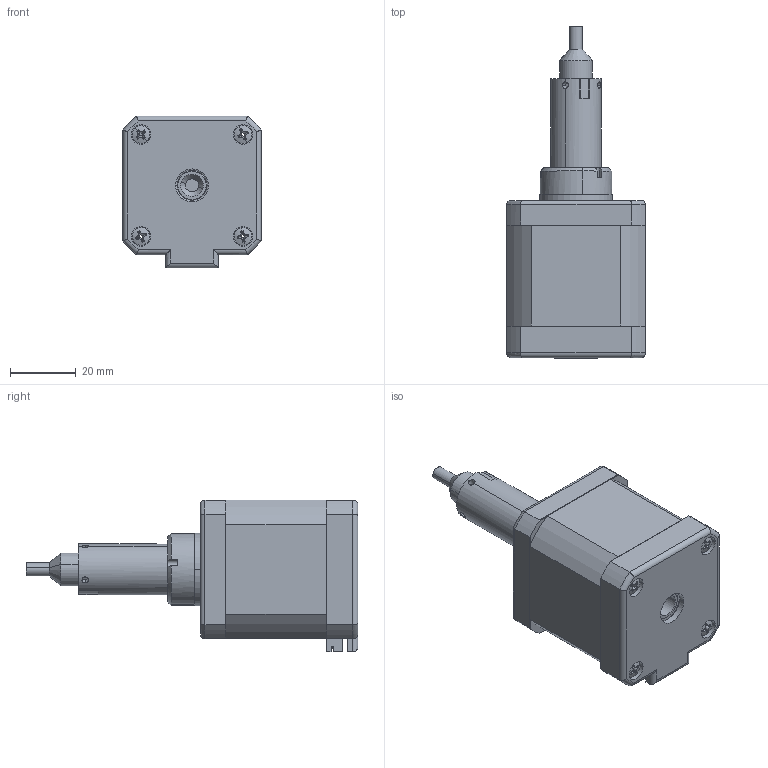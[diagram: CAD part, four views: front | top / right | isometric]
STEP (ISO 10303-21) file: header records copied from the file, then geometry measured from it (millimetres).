
FILE_DESCRIPTION (( 'STEP AP203' ), '1' );
FILE_NAME ('LC176S-E06127-25-S-200.STEP', '2019-02-28T08:05:27', ( 'Sky123.Org' ), ( 'Sky123.Org' ), 'SwSTEP 2.0', 'SolidWorks 2014', '' );
FILE_SCHEMA (( 'CONFIG_CONTROL_DESIGN' ));
Length unit declared in the file: millimetre
Products named in the file (1): LC176S-E06127-25-S-200
Bounding box: 42.2 x 100.9 x 46.2 mm (x, y, z)
Surface area: 20091.8 mm2 (no closed solid volume)
Topology: 0 solids, 16 shells, 320 faces, 1041 edges, 729 vertices
Faces by surface type: plane 181, cylinder 76, cone 43, torus 12, sphere 8
Entity records: 12320 total; most frequent: CARTESIAN_POINT 3259, ORIENTED_EDGE 1821, DIRECTION 1769, EDGE_CURVE 1041, VERTEX_POINT 729, LINE 619, VECTOR 619, AXIS2_PLACEMENT_3D 575
